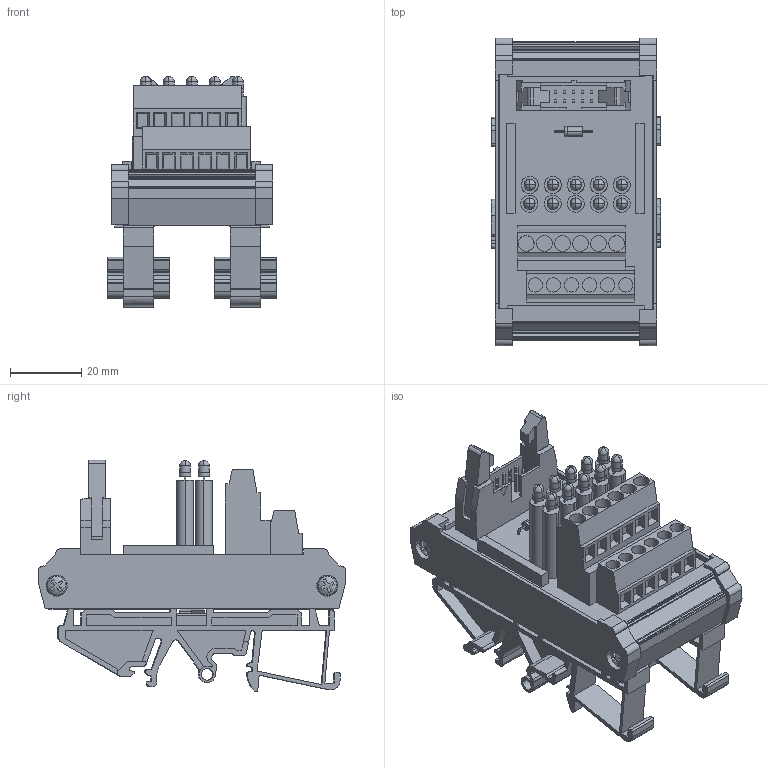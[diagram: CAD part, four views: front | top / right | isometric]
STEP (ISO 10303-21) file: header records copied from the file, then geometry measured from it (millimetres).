
FILE_DESCRIPTION(('CATIA V5R22 STEP214','CAx-IF Rec.Pracs.--- Model Styling and Organization---1.4--- 2014-01-23'),'2;1');
FILE_NAME ('031954-3_0_8224260000_3D_8224260000.stp','2023-09-29T10:47:35+00:00',('none'),('Weidmueller'),'CATIA Version 5-6 Release 2016 SP3 HF44','CATIA V5 STEP AP214','none');
FILE_SCHEMA(('AUTOMOTIVE_DESIGN { 1 0 10303 214 1 1 1 1 }'));
Products named in the file (1): 3D_8224260000
Bounding box: 47.5 x 86.4 x 64.95 mm (x, y, z)
Volume: 50396.2 mm3; surface area: 52533.4 mm2
Topology: 1 solids, 5 shells, 1633 faces, 4616 edges, 2998 vertices
Faces by surface type: plane 1154, cylinder 419, sphere 48, torus 12
Entity records: 56149 total; most frequent: CARTESIAN_POINT 12994, ORIENTED_EDGE 9152, DIRECTION 7464, EDGE_CURVE 4576, VECTOR 3516, LINE 3516, VERTEX_POINT 2998, AXIS2_PLACEMENT_3D 2316
